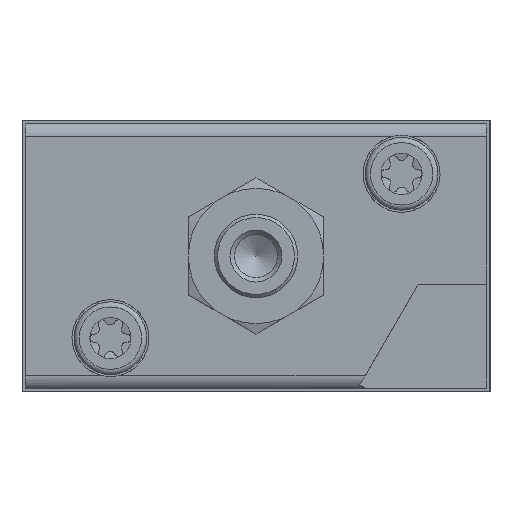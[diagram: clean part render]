
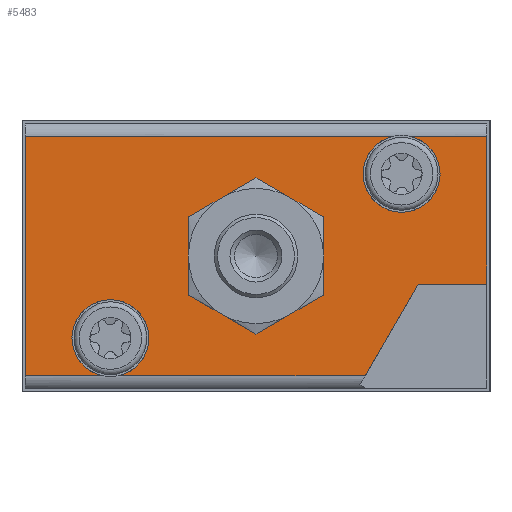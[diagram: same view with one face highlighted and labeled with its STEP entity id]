
A CAD part, left-side view. The second image highlights one B-rep face of the part: STEP entity #5483.
In plain terms, the highlighted planar face has unit normal (-1, 0, 0).
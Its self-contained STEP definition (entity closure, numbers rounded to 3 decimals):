
#32=PLANE('',#5894);
#194=LINE('',#8731,#564);
#196=LINE('',#8741,#566);
#197=LINE('',#8749,#567);
#199=LINE('',#8757,#569);
#213=LINE('',#8820,#583);
#214=LINE('',#8822,#584);
#215=LINE('',#8824,#585);
#216=LINE('',#8826,#586);
#564=VECTOR('',#6542,1000.);
#566=VECTOR('',#6550,1000.);
#567=VECTOR('',#6553,1000.);
#569=VECTOR('',#6559,1000.);
#583=VECTOR('',#6613,1000.);
#584=VECTOR('',#6614,1000.);
#585=VECTOR('',#6615,1000.);
#586=VECTOR('',#6618,1000.);
#1094=CIRCLE('',#5895,3.7);
#1095=CIRCLE('',#5896,3.7);
#1096=CIRCLE('',#5897,6.5);
#1097=CIRCLE('',#5898,6.5);
#1098=CIRCLE('',#5899,6.5);
#1099=CIRCLE('',#5900,6.5);
#1100=CIRCLE('',#5901,6.5);
#1101=CIRCLE('',#5902,6.5);
#1507=ORIENTED_EDGE('',*,*,#3155,.F.);
#1508=ORIENTED_EDGE('',*,*,#3121,.T.);
#1509=ORIENTED_EDGE('',*,*,#3156,.T.);
#1510=ORIENTED_EDGE('',*,*,#3157,.T.);
#1511=ORIENTED_EDGE('',*,*,#3158,.F.);
#1512=ORIENTED_EDGE('',*,*,#3123,.F.);
#1513=ORIENTED_EDGE('',*,*,#3159,.F.);
#1514=ORIENTED_EDGE('',*,*,#3127,.F.);
#1515=ORIENTED_EDGE('',*,*,#3160,.T.);
#1516=ORIENTED_EDGE('',*,*,#3116,.T.);
#1517=ORIENTED_EDGE('',*,*,#3161,.F.);
#1518=ORIENTED_EDGE('',*,*,#3162,.F.);
#1519=ORIENTED_EDGE('',*,*,#3163,.F.);
#1520=ORIENTED_EDGE('',*,*,#3164,.F.);
#1521=ORIENTED_EDGE('',*,*,#3165,.F.);
#1522=ORIENTED_EDGE('',*,*,#3166,.F.);
#3116=EDGE_CURVE('',#3918,#3916,#194,.T.);
#3121=EDGE_CURVE('',#3917,#3922,#196,.T.);
#3123=EDGE_CURVE('',#3923,#3925,#197,.T.);
#3127=EDGE_CURVE('',#3928,#3924,#199,.T.);
#3155=EDGE_CURVE('',#3917,#3916,#1094,.T.);
#3156=EDGE_CURVE('',#3922,#3954,#213,.T.);
#3157=EDGE_CURVE('',#3954,#3955,#214,.T.);
#3158=EDGE_CURVE('',#3925,#3955,#215,.T.);
#3159=EDGE_CURVE('',#3924,#3923,#1095,.T.);
#3160=EDGE_CURVE('',#3928,#3918,#216,.T.);
#3161=EDGE_CURVE('',#3956,#3957,#1096,.F.);
#3162=EDGE_CURVE('',#3958,#3956,#1097,.F.);
#3163=EDGE_CURVE('',#3959,#3958,#1098,.F.);
#3164=EDGE_CURVE('',#3960,#3959,#1099,.F.);
#3165=EDGE_CURVE('',#3961,#3960,#1100,.F.);
#3166=EDGE_CURVE('',#3957,#3961,#1101,.F.);
#3916=VERTEX_POINT('',#8729);
#3917=VERTEX_POINT('',#8730);
#3918=VERTEX_POINT('',#8732);
#3922=VERTEX_POINT('',#8740);
#3923=VERTEX_POINT('',#8747);
#3924=VERTEX_POINT('',#8748);
#3925=VERTEX_POINT('',#8750);
#3928=VERTEX_POINT('',#8756);
#3954=VERTEX_POINT('',#8821);
#3955=VERTEX_POINT('',#8823);
#3956=VERTEX_POINT('',#8828);
#3957=VERTEX_POINT('',#8829);
#3958=VERTEX_POINT('',#8831);
#3959=VERTEX_POINT('',#8833);
#3960=VERTEX_POINT('',#8835);
#3961=VERTEX_POINT('',#8837);
#4569=EDGE_LOOP('',(#1507,#1508,#1509,#1510,#1511,#1512,#1513,#1514,#1515,
#1516));
#4570=EDGE_LOOP('',(#1517,#1518,#1519,#1520,#1521,#1522));
#4993=FACE_BOUND('',#4569,.T.);
#4994=FACE_BOUND('',#4570,.T.);
#5483=ADVANCED_FACE('',(#4993,#4994),#32,.F.);
#5894=AXIS2_PLACEMENT_3D('',#8818,#6609,#6610);
#5895=AXIS2_PLACEMENT_3D('',#8819,#6611,#6612);
#5896=AXIS2_PLACEMENT_3D('',#8825,#6616,#6617);
#5897=AXIS2_PLACEMENT_3D('',#8827,#6619,#6620);
#5898=AXIS2_PLACEMENT_3D('',#8830,#6621,#6622);
#5899=AXIS2_PLACEMENT_3D('',#8832,#6623,#6624);
#5900=AXIS2_PLACEMENT_3D('',#8834,#6625,#6626);
#5901=AXIS2_PLACEMENT_3D('',#8836,#6627,#6628);
#5902=AXIS2_PLACEMENT_3D('',#8838,#6629,#6630);
#6542=DIRECTION('',(0.,-1.,0.));
#6550=DIRECTION('',(0.,-1.,0.));
#6553=DIRECTION('',(0.,-1.,0.));
#6559=DIRECTION('',(0.,-1.,0.));
#6609=DIRECTION('',(1.,0.,0.));
#6610=DIRECTION('',(0.,0.,-1.));
#6611=DIRECTION('',(-1.,0.,0.));
#6612=DIRECTION('',(0.,0.,1.));
#6613=DIRECTION('',(0.,-0.5,0.866));
#6614=DIRECTION('',(0.,-1.,0.));
#6615=DIRECTION('',(0.,0.,-1.));
#6616=DIRECTION('',(-1.,0.,0.));
#6617=DIRECTION('',(0.,0.,1.));
#6618=DIRECTION('',(0.,0.,-1.));
#6619=DIRECTION('',(1.,0.,0.));
#6620=DIRECTION('',(0.,0.,-1.));
#6621=DIRECTION('',(1.,0.,0.));
#6622=DIRECTION('',(0.,0.,-1.));
#6623=DIRECTION('',(1.,0.,0.));
#6624=DIRECTION('',(0.,0.,-1.));
#6625=DIRECTION('',(1.,0.,0.));
#6626=DIRECTION('',(0.,0.,-1.));
#6627=DIRECTION('',(1.,0.,0.));
#6628=DIRECTION('',(0.,0.,-1.));
#6629=DIRECTION('',(1.,0.,0.));
#6630=DIRECTION('',(0.,0.,-1.));
#8729=CARTESIAN_POINT('',(-58.25,37.354,-11.5));
#8730=CARTESIAN_POINT('',(-58.25,35.646,-11.5));
#8731=CARTESIAN_POINT('',(-58.25,45.,-11.5));
#8732=CARTESIAN_POINT('',(-58.25,44.7,-11.5));
#8740=CARTESIAN_POINT('',(-58.25,11.992,-11.5));
#8741=CARTESIAN_POINT('',(-58.25,45.,-11.5));
#8747=CARTESIAN_POINT('',(-58.25,7.646,11.5));
#8748=CARTESIAN_POINT('',(-58.25,9.354,11.5));
#8749=CARTESIAN_POINT('',(-58.25,45.,11.5));
#8750=CARTESIAN_POINT('',(-58.25,0.3,11.5));
#8756=CARTESIAN_POINT('',(-58.25,44.7,11.5));
#8757=CARTESIAN_POINT('',(-58.25,45.,11.5));
#8818=CARTESIAN_POINT('',(-58.25,44.7,13.));
#8819=CARTESIAN_POINT('',(-58.25,36.5,-7.9));
#8820=CARTESIAN_POINT('',(-58.25,12.512,-12.4));
#8821=CARTESIAN_POINT('',(-58.25,6.912,-2.701));
#8822=CARTESIAN_POINT('',(-58.25,6.912,-2.701));
#8823=CARTESIAN_POINT('',(-58.25,0.3,-2.701));
#8824=CARTESIAN_POINT('',(-58.25,0.3,13.));
#8825=CARTESIAN_POINT('',(-58.25,8.5,7.9));
#8826=CARTESIAN_POINT('',(-58.25,44.7,13.));
#8827=CARTESIAN_POINT('',(-58.25,22.5,0.));
#8828=CARTESIAN_POINT('',(-58.25,16.,0.));
#8829=CARTESIAN_POINT('',(-58.25,19.25,5.629));
#8830=CARTESIAN_POINT('',(-58.25,22.5,0.));
#8831=CARTESIAN_POINT('',(-58.25,19.25,-5.629));
#8832=CARTESIAN_POINT('',(-58.25,22.5,0.));
#8833=CARTESIAN_POINT('',(-58.25,25.75,-5.629));
#8834=CARTESIAN_POINT('',(-58.25,22.5,0.));
#8835=CARTESIAN_POINT('',(-58.25,29.,0.));
#8836=CARTESIAN_POINT('',(-58.25,22.5,0.));
#8837=CARTESIAN_POINT('',(-58.25,25.75,5.629));
#8838=CARTESIAN_POINT('',(-58.25,22.5,0.));
